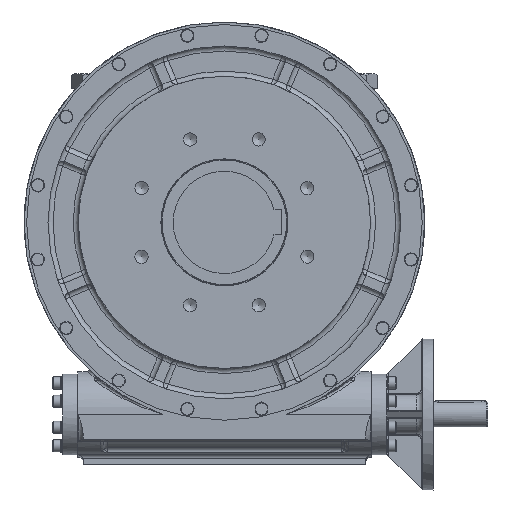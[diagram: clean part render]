
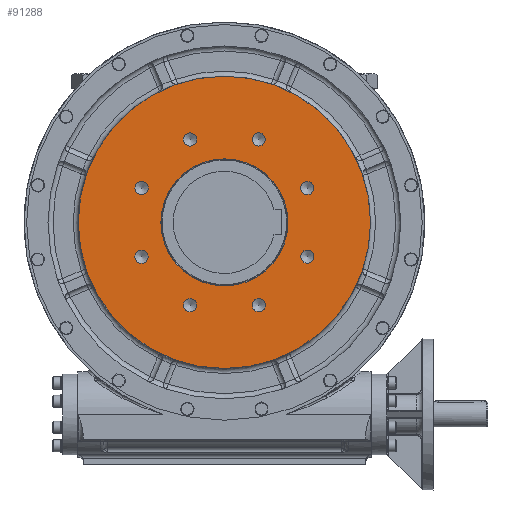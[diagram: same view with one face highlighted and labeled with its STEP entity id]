
A CAD part, front view. The second image highlights one B-rep face of the part: STEP entity #91288.
In plain terms, the highlighted planar face has unit normal (0, -1, 0).
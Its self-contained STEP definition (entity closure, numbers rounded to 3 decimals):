
#23991=PLANE('',#96982);
#36347=ORIENTED_EDGE('',*,*,#59155,.T.);
#36348=ORIENTED_EDGE('',*,*,#59156,.T.);
#36349=ORIENTED_EDGE('',*,*,#59157,.T.);
#36350=ORIENTED_EDGE('',*,*,#59158,.T.);
#36351=ORIENTED_EDGE('',*,*,#59159,.T.);
#36352=ORIENTED_EDGE('',*,*,#59160,.T.);
#36353=ORIENTED_EDGE('',*,*,#59161,.T.);
#36354=ORIENTED_EDGE('',*,*,#59162,.T.);
#36355=ORIENTED_EDGE('',*,*,#59163,.T.);
#36356=ORIENTED_EDGE('',*,*,#58957,.F.);
#58957=EDGE_CURVE('',#71047,#71047,#77464,.T.);
#59155=EDGE_CURVE('',#71152,#71152,#77569,.T.);
#59156=EDGE_CURVE('',#71153,#71153,#77570,.T.);
#59157=EDGE_CURVE('',#71154,#71154,#77571,.T.);
#59158=EDGE_CURVE('',#71155,#71155,#77572,.T.);
#59159=EDGE_CURVE('',#71156,#71156,#77573,.T.);
#59160=EDGE_CURVE('',#71157,#71157,#77574,.T.);
#59161=EDGE_CURVE('',#71158,#71158,#77575,.T.);
#59162=EDGE_CURVE('',#71159,#71159,#77576,.T.);
#59163=EDGE_CURVE('',#71160,#71160,#77577,.F.);
#71047=VERTEX_POINT('',#139836);
#71152=VERTEX_POINT('',#140957);
#71153=VERTEX_POINT('',#140959);
#71154=VERTEX_POINT('',#140961);
#71155=VERTEX_POINT('',#140963);
#71156=VERTEX_POINT('',#140965);
#71157=VERTEX_POINT('',#140967);
#71158=VERTEX_POINT('',#140969);
#71159=VERTEX_POINT('',#140971);
#71160=VERTEX_POINT('',#140973);
#77464=CIRCLE('',#96805,290.);
#77569=CIRCLE('',#96983,13.106);
#77570=CIRCLE('',#96984,13.106);
#77571=CIRCLE('',#96985,13.106);
#77572=CIRCLE('',#96986,13.106);
#77573=CIRCLE('',#96987,13.106);
#77574=CIRCLE('',#96988,13.106);
#77575=CIRCLE('',#96989,13.106);
#77576=CIRCLE('',#96990,13.106);
#77577=CIRCLE('',#96991,126.);
#80130=EDGE_LOOP('',(#36347));
#80131=EDGE_LOOP('',(#36348));
#80132=EDGE_LOOP('',(#36349));
#80133=EDGE_LOOP('',(#36350));
#80134=EDGE_LOOP('',(#36351));
#80135=EDGE_LOOP('',(#36352));
#80136=EDGE_LOOP('',(#36353));
#80137=EDGE_LOOP('',(#36354));
#80138=EDGE_LOOP('',(#36355));
#80139=EDGE_LOOP('',(#36356));
#85620=FACE_BOUND('',#80130,.T.);
#85621=FACE_BOUND('',#80131,.T.);
#85622=FACE_BOUND('',#80132,.T.);
#85623=FACE_BOUND('',#80133,.T.);
#85624=FACE_BOUND('',#80134,.T.);
#85625=FACE_BOUND('',#80135,.T.);
#85626=FACE_BOUND('',#80136,.T.);
#85627=FACE_BOUND('',#80137,.T.);
#85628=FACE_BOUND('',#80138,.T.);
#85629=FACE_BOUND('',#80139,.T.);
#91288=ADVANCED_FACE('',(#85620,#85621,#85622,#85623,#85624,#85625,#85626,
#85627,#85628,#85629),#23991,.T.);
#96805=AXIS2_PLACEMENT_3D('',#139835,#108353,#108354);
#96982=AXIS2_PLACEMENT_3D('',#140955,#108768,#108769);
#96983=AXIS2_PLACEMENT_3D('',#140956,#108770,#108771);
#96984=AXIS2_PLACEMENT_3D('',#140958,#108772,#108773);
#96985=AXIS2_PLACEMENT_3D('',#140960,#108774,#108775);
#96986=AXIS2_PLACEMENT_3D('',#140962,#108776,#108777);
#96987=AXIS2_PLACEMENT_3D('',#140964,#108778,#108779);
#96988=AXIS2_PLACEMENT_3D('',#140966,#108780,#108781);
#96989=AXIS2_PLACEMENT_3D('',#140968,#108782,#108783);
#96990=AXIS2_PLACEMENT_3D('',#140970,#108784,#108785);
#96991=AXIS2_PLACEMENT_3D('',#140972,#108786,#108787);
#108353=DIRECTION('',(0.,1.,0.));
#108354=DIRECTION('',(-1.,0.,0.));
#108768=DIRECTION('',(0.,-1.,0.));
#108769=DIRECTION('',(1.,0.,0.));
#108770=DIRECTION('',(0.,1.,0.));
#108771=DIRECTION('',(0.707,0.,-0.707));
#108772=DIRECTION('',(0.,1.,0.));
#108773=DIRECTION('',(0.,0.,-1.));
#108774=DIRECTION('',(0.,1.,0.));
#108775=DIRECTION('',(-0.707,0.,-0.707));
#108776=DIRECTION('',(0.,1.,0.));
#108777=DIRECTION('',(-1.,0.,0.));
#108778=DIRECTION('',(0.,1.,0.));
#108779=DIRECTION('',(-0.707,0.,0.707));
#108780=DIRECTION('',(0.,1.,0.));
#108781=DIRECTION('',(0.,0.,1.));
#108782=DIRECTION('',(0.,1.,0.));
#108783=DIRECTION('',(0.707,0.,0.707));
#108784=DIRECTION('',(0.,1.,0.));
#108785=DIRECTION('',(1.,0.,0.));
#108786=DIRECTION('',(0.,-1.,0.));
#108787=DIRECTION('',(1.,0.,0.));
#139835=CARTESIAN_POINT('',(0.,0.,0.));
#139836=CARTESIAN_POINT('',(-290.,0.,0.));
#140955=CARTESIAN_POINT('',(290.,0.,0.));
#140956=CARTESIAN_POINT('',(164.451,0.,68.118));
#140957=CARTESIAN_POINT('',(173.718,0.,58.851));
#140958=CARTESIAN_POINT('',(164.451,0.,-68.118));
#140959=CARTESIAN_POINT('',(164.451,0.,-81.223));
#140960=CARTESIAN_POINT('',(68.118,0.,-164.451));
#140961=CARTESIAN_POINT('',(58.851,0.,-173.718));
#140962=CARTESIAN_POINT('',(-68.118,0.,-164.451));
#140963=CARTESIAN_POINT('',(-81.223,0.,-164.451));
#140964=CARTESIAN_POINT('',(-164.451,0.,-68.118));
#140965=CARTESIAN_POINT('',(-173.718,0.,-58.851));
#140966=CARTESIAN_POINT('',(-164.451,0.,68.118));
#140967=CARTESIAN_POINT('',(-164.451,0.,81.223));
#140968=CARTESIAN_POINT('',(-68.118,0.,164.451));
#140969=CARTESIAN_POINT('',(-58.851,0.,173.718));
#140970=CARTESIAN_POINT('',(68.118,0.,164.451));
#140971=CARTESIAN_POINT('',(81.223,0.,164.451));
#140972=CARTESIAN_POINT('',(0.,0.,0.));
#140973=CARTESIAN_POINT('',(126.,0.,0.));
